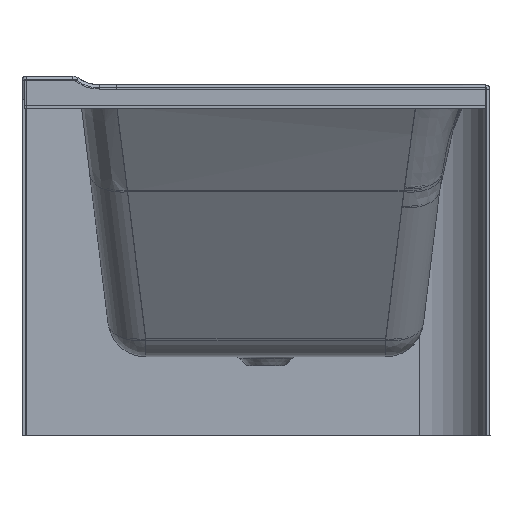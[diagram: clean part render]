
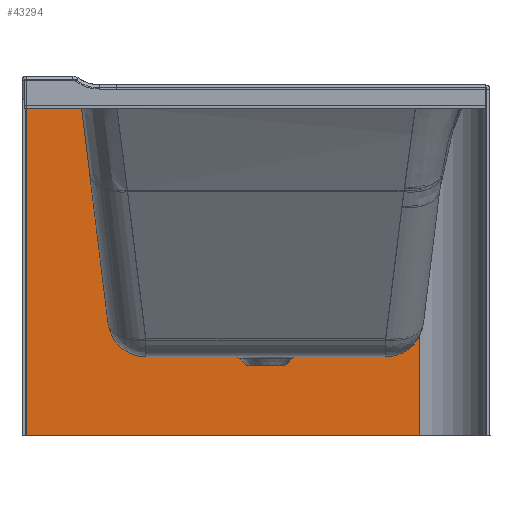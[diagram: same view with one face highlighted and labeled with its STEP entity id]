
A CAD part, front view. The second image highlights one B-rep face of the part: STEP entity #43294.
In plain terms, the highlighted face is planar.
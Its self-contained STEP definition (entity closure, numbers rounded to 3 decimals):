
#7998=CARTESIAN_POINT('',(895.0,-280.0,0.0));
#7999=VERTEX_POINT('',#7998);
#8007=CARTESIAN_POINT('',(895.0,393.,0.0));
#8008=VERTEX_POINT('',#8007);
#8009=CARTESIAN_POINT('',(895.0,393.,0.0));
#8010=DIRECTION('',(0.0,-1.0,0.0));
#8011=VECTOR('',#8010,673.);
#8012=LINE('',#8009,#8011);
#8013=EDGE_CURVE('',#8008,#7999,#8012,.T.);
#28876=CARTESIAN_POINT('',(895.0,308.2,606.4));
#28877=VERTEX_POINT('',#28876);
#28886=CARTESIAN_POINT('',(895.0,313.0,608.0));
#28887=VERTEX_POINT('',#28886);
#28895=CARTESIAN_POINT('',(895.0,313.0,600.0));
#28896=DIRECTION('',(1.0,0.0,0.0));
#28897=DIRECTION('',(0.0,1.0,0.0));
#28898=AXIS2_PLACEMENT_3D('',#28895,#28896,#28897);
#28899=CIRCLE('',#28898,8.0);
#28900=EDGE_CURVE('',#28887,#28877,#28899,.T.);
#42856=CARTESIAN_POINT('',(895.,238.014,593.));
#42857=VERTEX_POINT('',#42856);
#42866=CARTESIAN_POINT('',(895.,268.003,593.));
#42867=VERTEX_POINT('',#42866);
#42878=CARTESIAN_POINT('',(895.,268.003,592.999));
#42879=CARTESIAN_POINT('',(895.,264.552,592.996));
#42880=CARTESIAN_POINT('',(895.,261.236,592.999));
#42881=CARTESIAN_POINT('',(895.,257.789,593.002));
#42882=CARTESIAN_POINT('',(895.,254.416,593.005));
#42883=CARTESIAN_POINT('',(895.0,250.972,593.004));
#42884=CARTESIAN_POINT('',(895.0,247.598,593.001));
#42885=CARTESIAN_POINT('',(895.0,245.896,593.));
#42886=CARTESIAN_POINT('',(895.0,244.193,592.999));
#42887=CARTESIAN_POINT('',(895.0,242.49,592.999));
#42888=CARTESIAN_POINT('',(895.0,240.998,592.998));
#42889=CARTESIAN_POINT('',(895.0,239.506,592.999));
#42890=CARTESIAN_POINT('',(895.0,238.014,592.999));
#42891=B_SPLINE_CURVE_WITH_KNOTS('',3,(#42878,#42879,#42880,#42881,#42882,#42883,#42884,#42885,#42886,#42887,#42888,#42889,#42890),.UNSPECIFIED.,.F.,.U.,(4,3,3,3,4),(367.994,382.619,396.933,404.154,410.481),.UNSPECIFIED.);
#42892=EDGE_CURVE('',#42867,#42857,#42891,.T.);
#42903=CARTESIAN_POINT('',(895.0,-280.0,593.0));
#42904=VERTEX_POINT('',#42903);
#42905=CARTESIAN_POINT('',(895.0,-280.0,593.0));
#42906=DIRECTION('',(0.0,1.0,0.0));
#42907=VECTOR('',#42906,518.014);
#42908=LINE('',#42905,#42907);
#42909=EDGE_CURVE('',#42904,#42857,#42908,.T.);
#43256=CARTESIAN_POINT('',(895.0,0.0,600.0));
#43257=DIRECTION('',(1.0,0.0,0.0));
#43258=DIRECTION('',(0.0,0.0,-1.0));
#43259=AXIS2_PLACEMENT_3D('',#43256,#43257,#43258);
#43260=PLANE('',#43259);
#43261=CARTESIAN_POINT('',(895.0,393.,608.0));
#43262=VERTEX_POINT('',#43261);
#43263=CARTESIAN_POINT('',(895.0,313.0,608.0));
#43264=DIRECTION('',(0.0,1.0,0.0));
#43265=VECTOR('',#43264,80.0);
#43266=LINE('',#43263,#43265);
#43267=EDGE_CURVE('',#28887,#43262,#43266,.T.);
#43268=ORIENTED_EDGE('',*,*,#43267,.T.);
#43269=CARTESIAN_POINT('',(895.0,393.,0.0));
#43270=DIRECTION('',(0.0,0.0,1.0));
#43271=VECTOR('',#43270,608.0);
#43272=LINE('',#43269,#43271);
#43273=EDGE_CURVE('',#8008,#43262,#43272,.T.);
#43274=ORIENTED_EDGE('',*,*,#43273,.F.);
#43275=ORIENTED_EDGE('',*,*,#8013,.T.);
#43276=CARTESIAN_POINT('',(895.0,-280.0,0.0));
#43277=DIRECTION('',(0.0,0.0,1.0));
#43278=VECTOR('',#43277,593.0);
#43279=LINE('',#43276,#43278);
#43280=EDGE_CURVE('',#7999,#42904,#43279,.T.);
#43281=ORIENTED_EDGE('',*,*,#43280,.T.);
#43282=ORIENTED_EDGE('',*,*,#42909,.T.);
#43283=ORIENTED_EDGE('',*,*,#42892,.F.);
#43284=CARTESIAN_POINT('',(895.,268.,660.));
#43285=DIRECTION('',(1.,0.0,0.0));
#43286=DIRECTION('',(0.0,0.6,-0.8));
#43287=AXIS2_PLACEMENT_3D('',#43284,#43285,#43286);
#43288=CIRCLE('',#43287,67.);
#43289=EDGE_CURVE('',#42867,#28877,#43288,.T.);
#43290=ORIENTED_EDGE('',*,*,#43289,.T.);
#43291=ORIENTED_EDGE('',*,*,#28900,.F.);
#43292=EDGE_LOOP('',(#43268,#43274,#43275,#43281,#43282,#43283,#43290,#43291));
#43293=FACE_OUTER_BOUND('',#43292,.T.);
#43294=ADVANCED_FACE('',(#43293),#43260,.F.);
